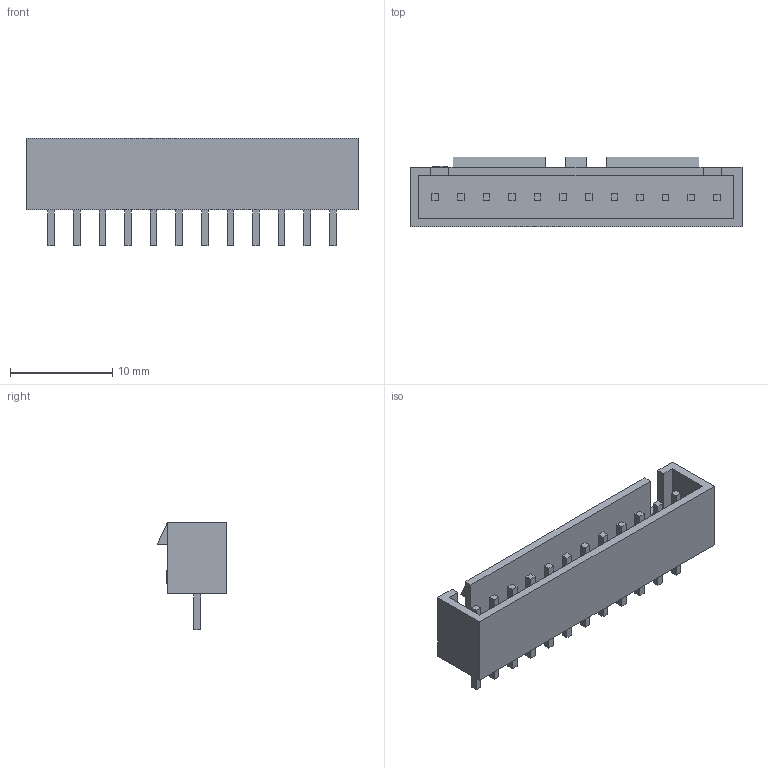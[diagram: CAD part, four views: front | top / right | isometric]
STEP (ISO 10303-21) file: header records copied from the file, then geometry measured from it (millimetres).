
FILE_DESCRIPTION(('FreeCAD Model'),'2;1');
FILE_NAME('연호전자_SMW250-12P.STEP', '2020-08-18T15:47:53',('Author'),(''), 'Open CASCADE STEP processor 7.3','FreeCAD','Unknown');
FILE_SCHEMA(('AUTOMOTIVE_DESIGN { 1 0 10303 214 1 1 1 1 }'));
Length unit declared in the file: millimetre
Products named in the file (1): Body
Bounding box: 32.4 x 6.8 x 10.5 mm (x, y, z)
Volume: 716.1 mm3; surface area: 1506.4 mm2
Topology: 1 solids, 1 shells, 156 faces, 377 edges, 248 vertices
Faces by surface type: plane 156
Entity records: 9363 total; most frequent: CARTESIAN_POINT 1536, DIRECTION 1445, LINE 1131, VECTOR 1131, ORIENTED_EDGE 754, PCURVE 754, DEFINITIONAL_REPRESENTATION 754, EDGE_CURVE 377
